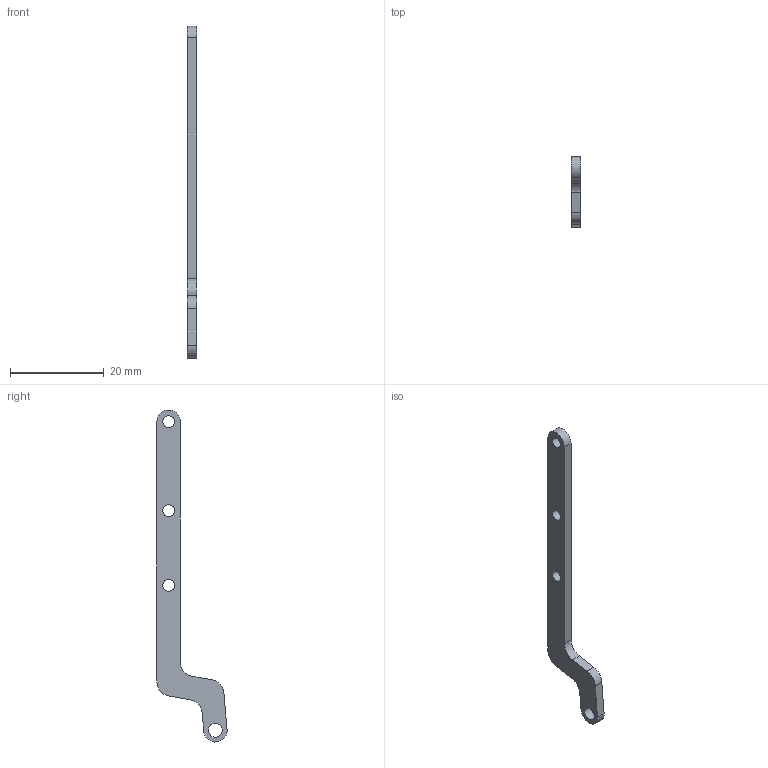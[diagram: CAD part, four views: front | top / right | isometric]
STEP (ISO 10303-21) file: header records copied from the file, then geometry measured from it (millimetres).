
FILE_DESCRIPTION(('CATIA V5 STEP Exchange'),'2;1');
FILE_NAME('Bras.stp','2019-01-27T03:49:34+00:00',('none'),('none'),'CATIA Version 5 Release 21 GA (IN-10)','CATIA V5 STEP AP203','none');
FILE_SCHEMA(('CONFIG_CONTROL_DESIGN'));
Length unit declared in the file: millimetre
Products named in the file (1): Bras
Bounding box: 2 x 14.99 x 70.99 mm (x, y, z)
Volume: 733.8 mm3; surface area: 1120.4 mm2
Topology: 1 solids, 1 shells, 23 faces, 63 edges, 42 vertices
Faces by surface type: cylinder 14, plane 9
Entity records: 750 total; most frequent: ORIENTED_EDGE 126, CARTESIAN_POINT 124, DIRECTION 99, EDGE_CURVE 63, AXIS2_PLACEMENT_3D 47, VERTEX_POINT 42, VECTOR 35, LINE 35
